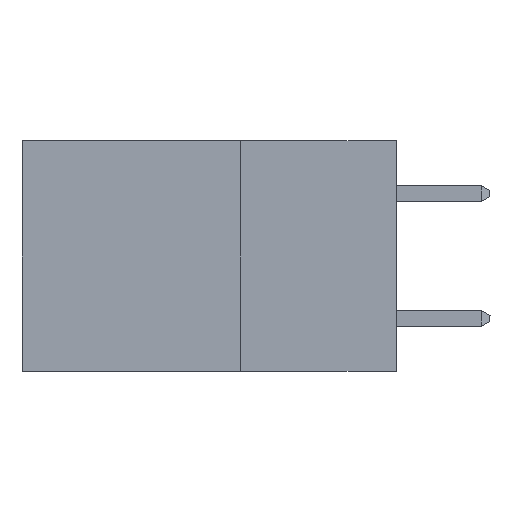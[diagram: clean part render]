
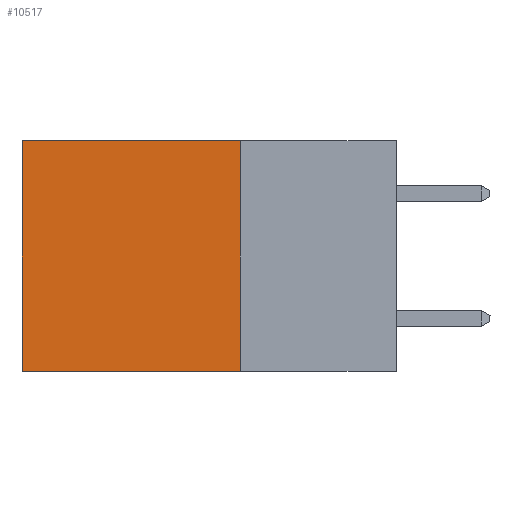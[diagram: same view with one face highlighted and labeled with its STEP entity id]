
A CAD part, left-side view. The second image highlights one B-rep face of the part: STEP entity #10517.
In plain terms, the highlighted planar face has unit normal (-1, 0, 0).
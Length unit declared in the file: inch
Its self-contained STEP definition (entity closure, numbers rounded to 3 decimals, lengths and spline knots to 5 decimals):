
#541 = FACE_OUTER_BOUND ( 'NONE', #1539, .T. ) ;
#1354 = EDGE_CURVE ( 'NONE', #12515, #6171, #16898, .T. ) ;
#1539 = EDGE_LOOP ( 'NONE', ( #9561, #4153, #22270, #4443 ) ) ;
#2569 = VECTOR ( 'NONE', #17032, 39.37008 ) ;
#4068 = VECTOR ( 'NONE', #19907, 39.37008 ) ;
#4153 = ORIENTED_EDGE ( 'NONE', *, *, #17263, .F. ) ;
#4443 = ORIENTED_EDGE ( 'NONE', *, *, #1354, .T. ) ;
#5212 = DIRECTION ( 'NONE',  ( 1., 0., 0. ) ) ;
#5502 = DIRECTION ( 'NONE',  ( 0., 0., -1. ) ) ;
#6171 = VERTEX_POINT ( 'NONE', #8618 ) ;
#6192 = CARTESIAN_POINT ( 'NONE',  ( 0.2615, 0.25, -0.37 ) ) ;
#7356 = VECTOR ( 'NONE', #19217, 39.37008 ) ;
#7441 = LINE ( 'NONE', #9877, #2569 ) ;
#8618 = CARTESIAN_POINT ( 'NONE',  ( 0.2615, 0.6, 0. ) ) ;
#8712 = CARTESIAN_POINT ( 'NONE',  ( 0.2615, 0.25, 0. ) ) ;
#8827 = CARTESIAN_POINT ( 'NONE',  ( 0.2615, 0.25, -0.37 ) ) ;
#8958 = LINE ( 'NONE', #18180, #4068 ) ;
#9425 = EDGE_CURVE ( 'NONE', #12515, #22542, #13101, .T. ) ;
#9561 = ORIENTED_EDGE ( 'NONE', *, *, #13977, .T. ) ;
#9877 = CARTESIAN_POINT ( 'NONE',  ( 0.2615, 0.25, -0.37 ) ) ;
#10517 = ADVANCED_FACE ( 'NONE', ( #541 ), #16036, .F. ) ;
#12515 = VERTEX_POINT ( 'NONE', #8712 ) ;
#13101 = LINE ( 'NONE', #21510, #21824 ) ;
#13342 = CARTESIAN_POINT ( 'NONE',  ( 0.2615, 0.6, -0.37 ) ) ;
#13977 = EDGE_CURVE ( 'NONE', #6171, #22490, #8958, .T. ) ;
#16036 = PLANE ( 'NONE',  #21264 ) ;
#16898 = LINE ( 'NONE', #18824, #7356 ) ;
#17032 = DIRECTION ( 'NONE',  ( 0., 1., 0. ) ) ;
#17263 = EDGE_CURVE ( 'NONE', #22542, #22490, #7441, .T. ) ;
#17781 = DIRECTION ( 'NONE',  ( 0., 0., -1. ) ) ;
#18180 = CARTESIAN_POINT ( 'NONE',  ( 0.2615, 0.6, -0.37 ) ) ;
#18824 = CARTESIAN_POINT ( 'NONE',  ( 0.2615, 0.25, 0. ) ) ;
#19217 = DIRECTION ( 'NONE',  ( 0., 1., 0. ) ) ;
#19907 = DIRECTION ( 'NONE',  ( 0., 0., -1. ) ) ;
#21264 = AXIS2_PLACEMENT_3D ( 'NONE', #8827, #5212, #17781 ) ;
#21510 = CARTESIAN_POINT ( 'NONE',  ( 0.2615, 0.25, -0.37 ) ) ;
#21824 = VECTOR ( 'NONE', #5502, 39.37008 ) ;
#22270 = ORIENTED_EDGE ( 'NONE', *, *, #9425, .F. ) ;
#22490 = VERTEX_POINT ( 'NONE', #13342 ) ;
#22542 = VERTEX_POINT ( 'NONE', #6192 ) ;
